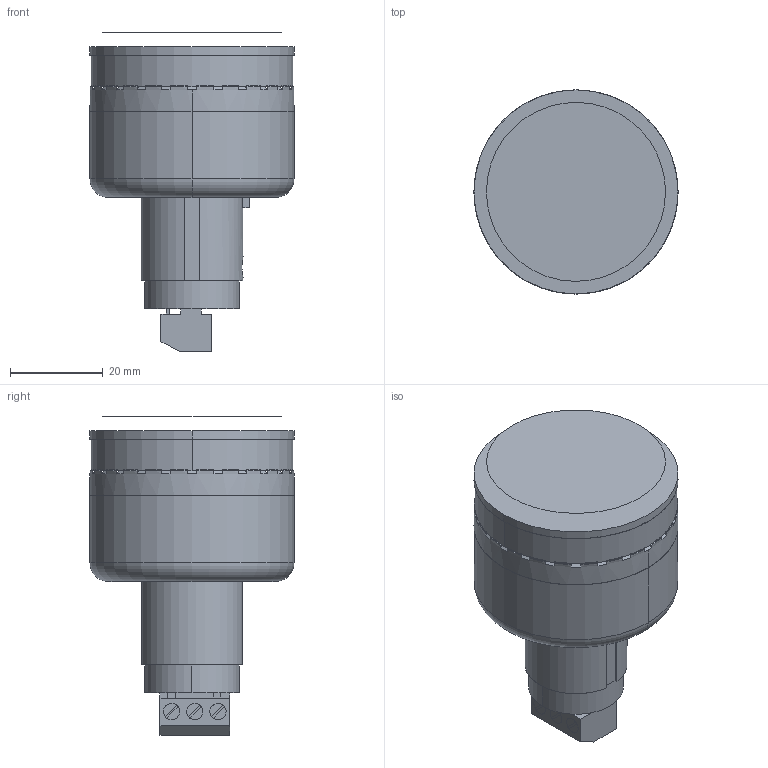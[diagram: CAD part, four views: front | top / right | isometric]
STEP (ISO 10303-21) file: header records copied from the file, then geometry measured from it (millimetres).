
FILE_DESCRIPTION((''),'2;1');
FILE_NAME('ESM-45mm-buzzer SS.stp','2012-12-11T10:06:41',(''),(''),'Mechanical Desktop 2011','Mechanical Desktop 2011',', , ');
FILE_SCHEMA(('CONFIG_CONTROL_DESIGN'));
Length unit declared in the file: millimetre
Products named in the file (1): Product
Bounding box: 44 x 44 x 68.63 mm (x, y, z)
Volume: 14829.3 mm3; surface area: 17891.6 mm2
Topology: 3 solids, 37 shells, 194 faces, 1031 edges, 1036 vertices
Faces by surface type: bspline 148, torus 26, cylinder 14, plane 6
Entity records: 11628 total; most frequent: CARTESIAN_POINT 6526, QUASI_UNIFORM_CURVE 1048, PCURVE 679, COMPOSITE_CURVE_SEGMENT 679, DIRECTION 390, ORIENTED_EDGE 274, B_SPLINE_CURVE_WITH_KNOTS 270, EDGE_CURVE 256
